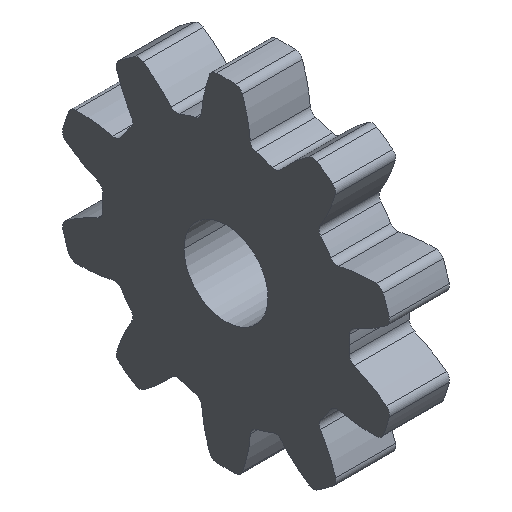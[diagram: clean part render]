
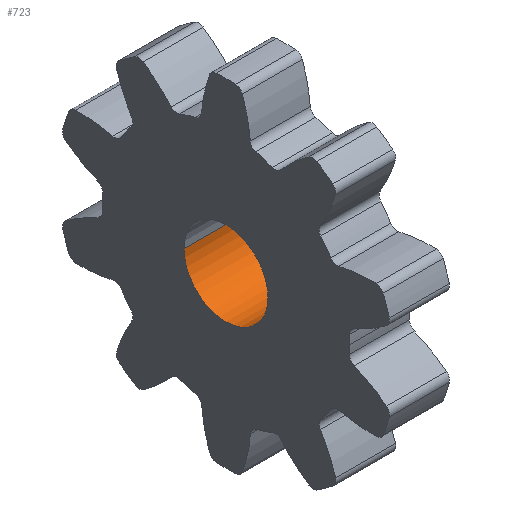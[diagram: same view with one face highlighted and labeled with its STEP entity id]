
A CAD part, isometric view. The second image highlights one B-rep face of the part: STEP entity #723.
In plain terms, the highlighted cylindrical face has radius 2.8 mm (diameter 5.6 mm), a partial arc.
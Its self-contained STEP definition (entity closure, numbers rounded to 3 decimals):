
#667=CARTESIAN_POINT('Axis2P3D Location',(93.,0.,-36.27)) ;
#672=CARTESIAN_POINT('Line Origine',(93.,-2.8,-36.27)) ;
#676=CARTESIAN_POINT('Vertex',(91.,-2.8,-36.27)) ;
#678=CARTESIAN_POINT('Vertex',(95.,-2.8,-36.27)) ;
#685=CARTESIAN_POINT('Vertex',(91.,2.8,-36.27)) ;
#688=CARTESIAN_POINT('Line Origine',(93.,2.8,-36.27)) ;
#692=CARTESIAN_POINT('Vertex',(95.,2.8,-36.27)) ;
#707=CARTESIAN_POINT('Axis2P3D Location',(91.,0.,-36.27)) ;
#712=CARTESIAN_POINT('Axis2P3D Location',(95.,0.,-36.27)) ;
#668=DIRECTION('Axis2P3D Direction',(-1.,0.,0.)) ;
#669=DIRECTION('Axis2P3D XDirection',(0.,-1.,0.)) ;
#673=DIRECTION('Vector Direction',(-1.,0.,0.)) ;
#689=DIRECTION('Vector Direction',(-1.,0.,0.)) ;
#708=DIRECTION('Axis2P3D Direction',(-1.,0.,0.)) ;
#713=DIRECTION('Axis2P3D Direction',(-1.,0.,0.)) ;
#670=AXIS2_PLACEMENT_3D('Cylinder Axis2P3D',#667,#668,#669) ;
#709=AXIS2_PLACEMENT_3D('Circle Axis2P3D',#707,#708,$) ;
#714=AXIS2_PLACEMENT_3D('Circle Axis2P3D',#712,#713,$) ;
#718=ORIENTED_EDGE('',*,*,#694,.F.) ;
#719=ORIENTED_EDGE('',*,*,#711,.T.) ;
#720=ORIENTED_EDGE('',*,*,#680,.T.) ;
#721=ORIENTED_EDGE('',*,*,#716,.F.) ;
#674=VECTOR('Line Direction',#673,1.) ;
#690=VECTOR('Line Direction',#689,1.) ;
#723=ADVANCED_FACE('Brushless motor pinion',(#722),#671,.F.) ;
#710=CIRCLE('generated circle',#709,2.8) ;
#715=CIRCLE('generated circle',#714,2.8) ;
#671=CYLINDRICAL_SURFACE('generated cylinder',#670,2.8) ;
#680=EDGE_CURVE('',#677,#679,#675,.F.) ;
#694=EDGE_CURVE('',#686,#693,#691,.F.) ;
#711=EDGE_CURVE('',#686,#677,#710,.T.) ;
#716=EDGE_CURVE('',#693,#679,#715,.T.) ;
#717=EDGE_LOOP('',(#718,#719,#720,#721)) ;
#722=FACE_OUTER_BOUND('',#717,.T.) ;
#675=LINE('Line',#672,#674) ;
#691=LINE('Line',#688,#690) ;
#677=VERTEX_POINT('',#676) ;
#679=VERTEX_POINT('',#678) ;
#686=VERTEX_POINT('',#685) ;
#693=VERTEX_POINT('',#692) ;
